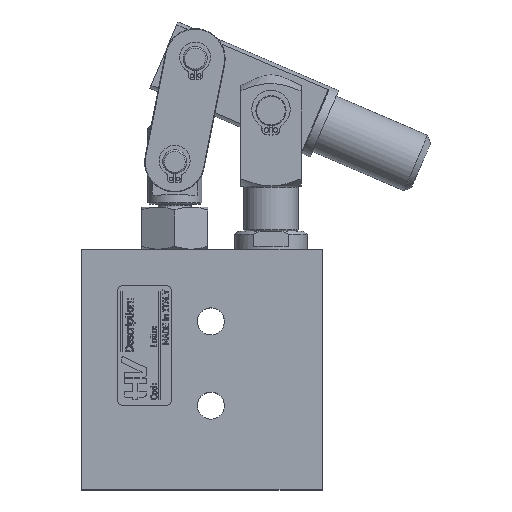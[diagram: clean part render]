
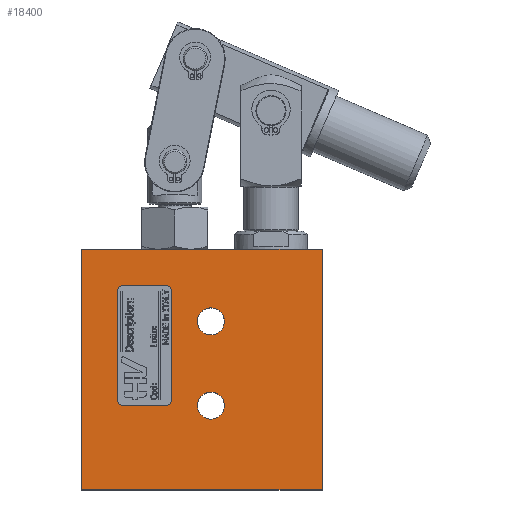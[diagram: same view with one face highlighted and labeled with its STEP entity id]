
A CAD part, top view. The second image highlights one B-rep face of the part: STEP entity #18400.
In plain terms, the highlighted planar face has unit normal (0, 0, 1).
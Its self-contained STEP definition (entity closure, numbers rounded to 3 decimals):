
#16233=CARTESIAN_POINT('',(-28.0,-10.,15.0));
#16234=VERTEX_POINT('',#16233);
#16241=CARTESIAN_POINT('',(-26.,-12.,15.0));
#16242=VERTEX_POINT('',#16241);
#16243=CARTESIAN_POINT('',(-26.,-10.,15.0));
#16244=DIRECTION('',(0.0,0.0,-1.0));
#16245=DIRECTION('',(-1.0,0.0,0.0));
#16246=AXIS2_PLACEMENT_3D('',#16243,#16244,#16245);
#16247=CIRCLE('',#16246,2.0);
#16248=EDGE_CURVE('',#16242,#16234,#16247,.T.);
#16265=CARTESIAN_POINT('',(-28.0,26.,15.0));
#16266=VERTEX_POINT('',#16265);
#16273=CARTESIAN_POINT('',(-28.0,-10.,15.0));
#16274=DIRECTION('',(0.0,1.0,0.0));
#16275=VECTOR('',#16274,36.0);
#16276=LINE('',#16273,#16275);
#16277=EDGE_CURVE('',#16234,#16266,#16276,.T.);
#16289=CARTESIAN_POINT('',(-26.,28.,15.0));
#16290=VERTEX_POINT('',#16289);
#16297=CARTESIAN_POINT('',(-26.,26.,15.0));
#16298=DIRECTION('',(0.0,0.0,-1.0));
#16299=DIRECTION('',(0.0,1.0,0.0));
#16300=AXIS2_PLACEMENT_3D('',#16297,#16298,#16299);
#16301=CIRCLE('',#16300,2.0);
#16302=EDGE_CURVE('',#16266,#16290,#16301,.T.);
#16314=CARTESIAN_POINT('',(-12.,28.,15.0));
#16315=VERTEX_POINT('',#16314);
#16322=CARTESIAN_POINT('',(-26.,28.,15.0));
#16323=DIRECTION('',(1.0,0.0,0.0));
#16324=VECTOR('',#16323,14.);
#16325=LINE('',#16322,#16324);
#16326=EDGE_CURVE('',#16290,#16315,#16325,.T.);
#16338=CARTESIAN_POINT('',(-10.,26.,15.0));
#16339=VERTEX_POINT('',#16338);
#16346=CARTESIAN_POINT('',(-12.,26.,15.0));
#16347=DIRECTION('',(0.0,0.0,-1.0));
#16348=DIRECTION('',(1.0,0.0,0.0));
#16349=AXIS2_PLACEMENT_3D('',#16346,#16347,#16348);
#16350=CIRCLE('',#16349,2.);
#16351=EDGE_CURVE('',#16315,#16339,#16350,.T.);
#16363=CARTESIAN_POINT('',(-10.,-10.,15.0));
#16364=VERTEX_POINT('',#16363);
#16371=CARTESIAN_POINT('',(-10.,26.,15.0));
#16372=DIRECTION('',(0.0,-1.0,0.0));
#16373=VECTOR('',#16372,36.);
#16374=LINE('',#16371,#16373);
#16375=EDGE_CURVE('',#16339,#16364,#16374,.T.);
#16387=CARTESIAN_POINT('',(-12.,-12.,15.0));
#16388=VERTEX_POINT('',#16387);
#16395=CARTESIAN_POINT('',(-12.,-10.,15.0));
#16396=DIRECTION('',(0.0,0.0,-1.0));
#16397=DIRECTION('',(0.0,-1.0,0.0));
#16398=AXIS2_PLACEMENT_3D('',#16395,#16396,#16397);
#16399=CIRCLE('',#16398,2.);
#16400=EDGE_CURVE('',#16364,#16388,#16399,.T.);
#16413=CARTESIAN_POINT('',(-12.,-12.,15.0));
#16414=DIRECTION('',(-1.0,0.0,0.0));
#16415=VECTOR('',#16414,14.);
#16416=LINE('',#16413,#16415);
#16417=EDGE_CURVE('',#16388,#16242,#16416,.T.);
#17162=CARTESIAN_POINT('',(-40.0,40.,15.0));
#17163=VERTEX_POINT('',#17162);
#17164=CARTESIAN_POINT('',(40.0,40.,15.0));
#17165=VERTEX_POINT('',#17164);
#17166=CARTESIAN_POINT('',(-40.0,40.,15.0));
#17167=DIRECTION('',(1.0,0.0,0.0));
#17168=VECTOR('',#17167,80.0);
#17169=LINE('',#17166,#17168);
#17170=EDGE_CURVE('',#17163,#17165,#17169,.T.);
#18338=CARTESIAN_POINT('',(0.0,0.,15.0));
#18339=DIRECTION('',(0.0,0.0,1.0));
#18340=DIRECTION('',(1.0,0.0,0.0));
#18341=AXIS2_PLACEMENT_3D('',#18338,#18339,#18340);
#18342=PLANE('',#18341);
#18343=CARTESIAN_POINT('',(-40.0,-40.0,15.0));
#18344=VERTEX_POINT('',#18343);
#18345=CARTESIAN_POINT('',(-40.0,-40.0,15.0));
#18346=DIRECTION('',(0.0,1.0,0.0));
#18347=VECTOR('',#18346,80.0);
#18348=LINE('',#18345,#18347);
#18349=EDGE_CURVE('',#18344,#17163,#18348,.T.);
#18350=ORIENTED_EDGE('',*,*,#18349,.F.);
#18351=CARTESIAN_POINT('',(40.0,-40.0,15.0));
#18352=VERTEX_POINT('',#18351);
#18353=CARTESIAN_POINT('',(40.0,-40.0,15.0));
#18354=DIRECTION('',(-1.0,0.0,0.0));
#18355=VECTOR('',#18354,80.0);
#18356=LINE('',#18353,#18355);
#18357=EDGE_CURVE('',#18352,#18344,#18356,.T.);
#18358=ORIENTED_EDGE('',*,*,#18357,.F.);
#18359=CARTESIAN_POINT('',(40.0,40.,15.0));
#18360=DIRECTION('',(0.0,-1.0,0.0));
#18361=VECTOR('',#18360,80.0);
#18362=LINE('',#18359,#18361);
#18363=EDGE_CURVE('',#17165,#18352,#18362,.T.);
#18364=ORIENTED_EDGE('',*,*,#18363,.F.);
#18365=ORIENTED_EDGE('',*,*,#17170,.F.);
#18366=EDGE_LOOP('',(#18350,#18358,#18364,#18365));
#18367=FACE_OUTER_BOUND('',#18366,.T.);
#18368=ORIENTED_EDGE('',*,*,#16248,.T.);
#18369=ORIENTED_EDGE('',*,*,#16277,.T.);
#18370=ORIENTED_EDGE('',*,*,#16302,.T.);
#18371=ORIENTED_EDGE('',*,*,#16326,.T.);
#18372=ORIENTED_EDGE('',*,*,#16351,.T.);
#18373=ORIENTED_EDGE('',*,*,#16375,.T.);
#18374=ORIENTED_EDGE('',*,*,#16400,.T.);
#18375=ORIENTED_EDGE('',*,*,#16417,.T.);
#18376=EDGE_LOOP('',(#18368,#18369,#18370,#18371,#18372,#18373,#18374,#18375));
#18377=FACE_BOUND('',#18376,.T.);
#18378=CARTESIAN_POINT('',(7.5,-12.,15.0));
#18379=VERTEX_POINT('',#18378);
#18380=CARTESIAN_POINT('',(3.,-12.,15.0));
#18381=DIRECTION('',(0.0,0.0,-1.0));
#18382=DIRECTION('',(1.0,0.0,0.0));
#18383=AXIS2_PLACEMENT_3D('',#18380,#18381,#18382);
#18384=CIRCLE('',#18383,4.5);
#18385=EDGE_CURVE('',#18379,#18379,#18384,.T.);
#18386=ORIENTED_EDGE('',*,*,#18385,.T.);
#18387=EDGE_LOOP('',(#18386));
#18388=FACE_BOUND('',#18387,.T.);
#18389=CARTESIAN_POINT('',(7.5,16.,15.0));
#18390=VERTEX_POINT('',#18389);
#18391=CARTESIAN_POINT('',(3.,16.,15.0));
#18392=DIRECTION('',(0.0,0.0,-1.0));
#18393=DIRECTION('',(1.0,0.0,0.0));
#18394=AXIS2_PLACEMENT_3D('',#18391,#18392,#18393);
#18395=CIRCLE('',#18394,4.5);
#18396=EDGE_CURVE('',#18390,#18390,#18395,.T.);
#18397=ORIENTED_EDGE('',*,*,#18396,.T.);
#18398=EDGE_LOOP('',(#18397));
#18399=FACE_BOUND('',#18398,.T.);
#18400=ADVANCED_FACE('',(#18367,#18377,#18388,#18399),#18342,.T.);
